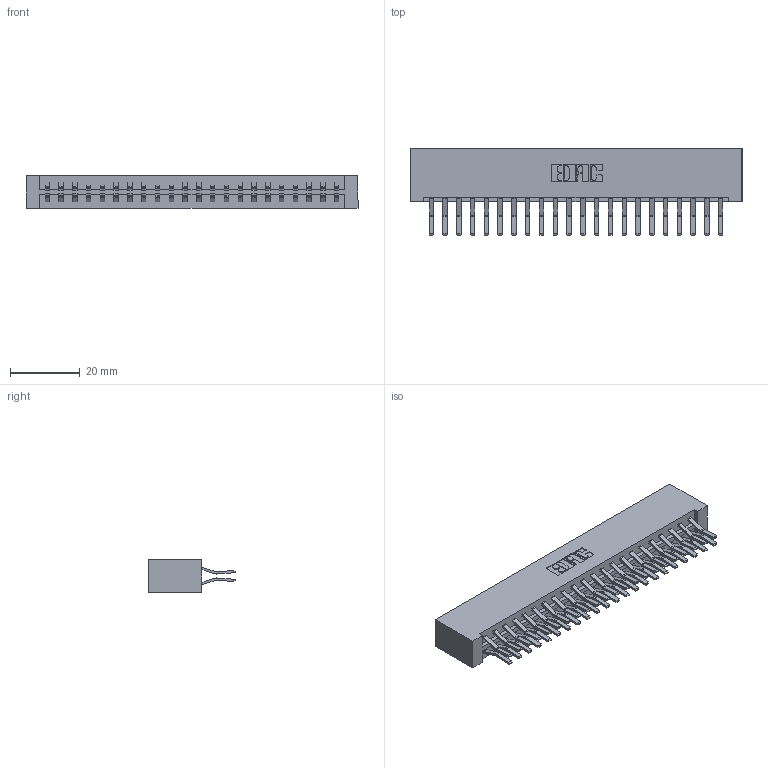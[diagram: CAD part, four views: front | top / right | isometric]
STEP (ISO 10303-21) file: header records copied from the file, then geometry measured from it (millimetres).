
FILE_DESCRIPTION (( 'STEP AP203' ), '1' );
FILE_NAME ('333-044-560-201.STEP', '2018-08-03T21:48:59', ( '' ), ( '' ), 'SwSTEP 2.0', 'SolidWorks 2016', '' );
FILE_SCHEMA (( 'CONFIG_CONTROL_DESIGN' ));
Length unit declared in the file: inch
Products named in the file (3): 333 Part_Lugless; 345-292-001_560 Tail; 333-044-560-201
Assembly tree (45 placements, depth 2):
  333-044-560-201
    333 Part_Lugless
    345-292-001_560 Tail  x44
Bounding box: 95.43 x 24.78 x 9.4 mm (x, y, z)
Volume: 10476.2 mm3; surface area: 13017.7 mm2
Topology: 45 solids, 45 shells, 2482 faces, 7371 edges, 4854 vertices
Faces by surface type: plane 1650, cylinder 832
Entity records: 16551 total; most frequent: CARTESIAN_POINT 2766, ORIENTED_EDGE 2702, DIRECTION 2395, EDGE_CURVE 1351, VECTOR 1227, LINE 1227, VERTEX_POINT 898, AXIS2_PLACEMENT_3D 584
